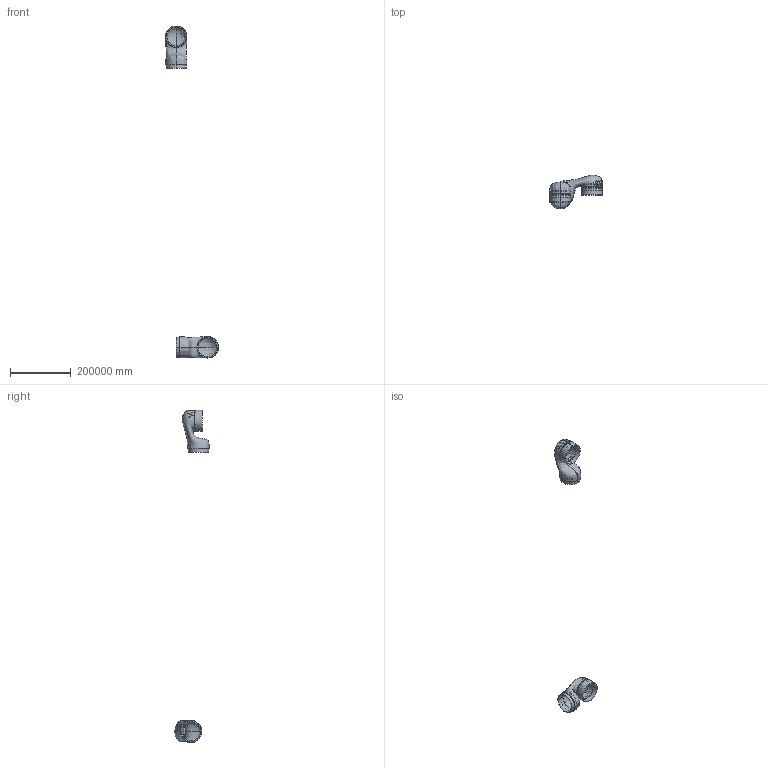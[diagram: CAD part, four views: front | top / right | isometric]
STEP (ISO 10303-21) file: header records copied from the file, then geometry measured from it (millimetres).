
FILE_DESCRIPTION(('FreeCAD Model'),'2;1');
FILE_NAME('Open CASCADE Shape Model','2025-03-02T14:47:25',(''),(''), 'Open CASCADE STEP processor 7.8','FreeCAD','Unknown');
FILE_SCHEMA(('AUTOMOTIVE_DESIGN { 1 0 10303 214 1 1 1 1 }'));
Length unit declared in the file: metre
Products named in the file (3): Unnamed; GEN3 SIMPLIFIED WRIST 1; GEN3 SIMPLIFIED Spherical Wrist1
Assembly tree (3 placements, depth 3):
  Unnamed
    GEN3 SIMPLIFIED WRIST 1
    GEN3 SIMPLIFIED Spherical Wrist1
      GEN3 SIMPLIFIED WRIST 1
Bounding box: 173500 x 112589.81 x 1089900.1 mm (x, y, z)
Volume: 121477841089731.6 mm3; surface area: 149217096312.4 mm2
Topology: 2 solids, 4 shells, 126 faces, 256 edges, 156 vertices
Faces by surface type: cylinder 48, cone 40, plane 26, bspline 12
Entity records: 22468 total; most frequent: CARTESIAN_POINT 20789, DIRECTION 302, ORIENTED_EDGE 256, AXIS2_PLACEMENT_3D 129, EDGE_CURVE 128, VERTEX_POINT 78, FACE_BOUND 76, EDGE_LOOP 76
